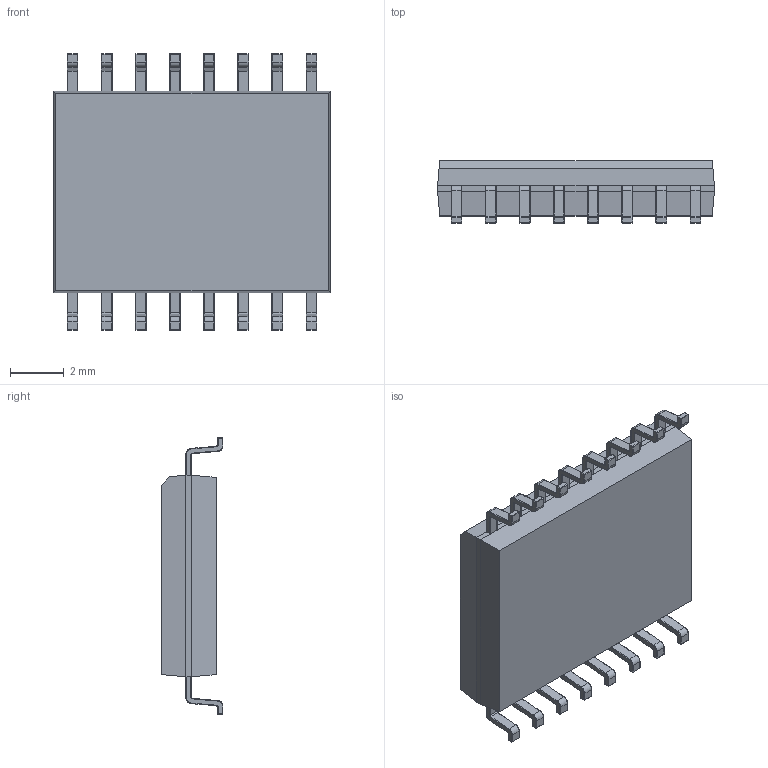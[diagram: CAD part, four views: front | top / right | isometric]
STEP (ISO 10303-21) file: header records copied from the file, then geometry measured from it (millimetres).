
FILE_DESCRIPTION (( 'STEP AP214' ), '1' );
FILE_NAME ('Package_SOIC-16_7.STEP', '2018-07-01T19:08:25', ( '' ), ( '' ), 'SwSTEP 2.0', 'SolidWorks 2018', '' );
FILE_SCHEMA (( 'AUTOMOTIVE_DESIGN' ));
Length unit declared in the file: millimetre
Products named in the file (1): Package_SOIC-16_7
Bounding box: 10.3 x 2.3 x 10.3 mm (x, y, z)
Volume: 163.1 mm3; surface area: 335.5 mm2
Topology: 9 solids, 9 shells, 610 faces, 1381 edges, 726 vertices
Faces by surface type: cylinder 290, plane 128, torus 128, sphere 64
Entity records: 16440 total; most frequent: DIRECTION 3247, CARTESIAN_POINT 2654, ORIENTED_EDGE 2634, AXIS2_PLACEMENT_3D 1319, EDGE_CURVE 1317, VERTEX_POINT 726, CIRCLE 708, EDGE_LOOP 611
